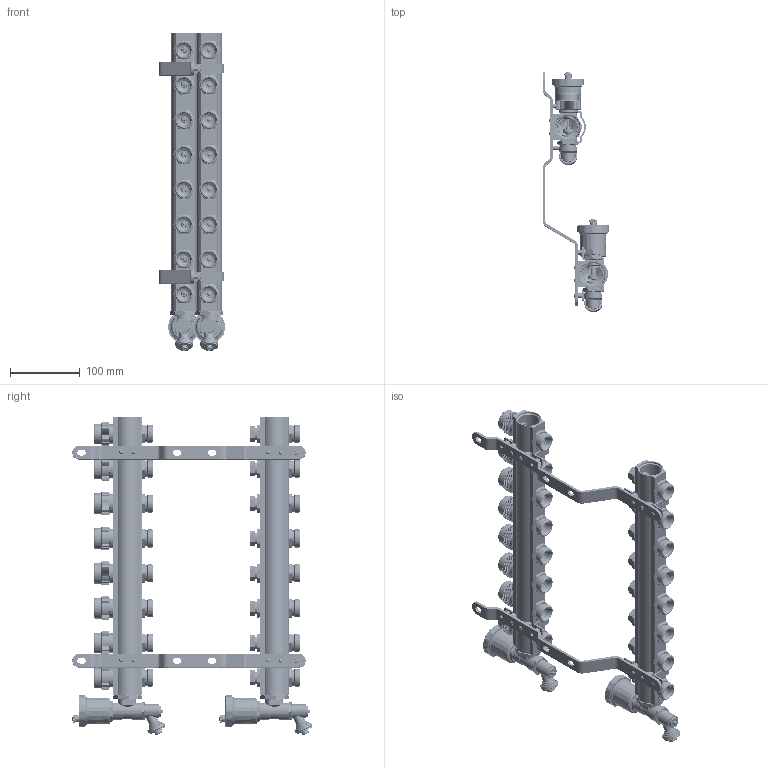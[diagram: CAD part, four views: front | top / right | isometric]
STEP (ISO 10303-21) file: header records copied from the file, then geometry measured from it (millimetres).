
FILE_DESCRIPTION (( 'STEP AP203' ), '1' );
FILE_NAME ('6341857.STEP', '2023-11-17T00:13:35', ( 'ASUS' ), ( '' ), 'SwSTEP 2.0', 'SolidWorks 2015', '' );
FILE_SCHEMA (( 'CONFIG_CONTROL_DESIGN' ));
Length unit declared in the file: millimetre
Products named in the file (58): 634085010R; 354505011R; 綻祧菜-15.8x1-DH330; 641305010S; 614003011; 611803025; 63418571; 602203040; 611803055; 602203050; ON055  O型圈36X2; 62331; 623305090; 614003031G; O型圈3.5x2.3; 602203070粟銅; TN0905.7X3菜蹋; 60220324; O型圈  14x3; 6344031; 苤菜え; 18.5; 634403090; 618803029; 623305050; 634905030R; 602203030ѹñ; 634403011; 634805040; 634403060; 613303040; 6413050; M6X12X15.5坋趼攫芛蹟隊; O型圈11.7x1.9; 353605020G; 6341857; O型圈10X2-ON022E; 614003021; 623305061; 602203060 ...
Assembly tree (107 placements, depth 4):
  6341857
    63408571
      634085010R
      619235059  x8
      O型圈  14x3  x2
      ON050  17.5X2.2  x2
      6344031  x8
        634403011
        634403031
        634403060
        苤菜え
        611803025
        611803055
        634403090
        634403040
        634403050
        ON045EX  O型圈17.2X2.4
        O型圈11.7x1.9
        O型圈3.5x2.3
        ON157E  O型圈3x3
        611803095
      613303040  x8
    63418571
      634085010R
      619235059  x8
      O型圈  14x3  x2
      ON050  17.5X2.2
      6140034  x8
        614003011
        614003021
        614003031G
        O型圈10X2-ON022E
        ON045EX  O型圈17.2X2.4
        NBR-14x4.2x3-DN190
        綻祧菜-15.8x1-DH330
    6362050  x2
      634905030R
      634805040
      M6X12X15.5坋趼攫芛蹟隊
      354505011R
    6413050  x2
      641305010S
      353605020G
      O型圈27X3.5   ON271
      62331
        623305050
        623305061
        623305070
        623305090
        18.5
        13.5
        錨璃1
      60220324
        612203010S
        618803029
        602203030ѹñ
        602203060
        602203070粟銅
        TN0905.7X3菜蹋
        602203050
Bounding box: 95.84 x 344.74 x 457.7 mm (x, y, z)
Volume: 842868.4 mm3; surface area: 622839.4 mm2
Topology: 259 solids, 259 shells, 8242 faces, 19770 edges, 12328 vertices
Faces by surface type: cylinder 3136, plane 2920, cone 1518, torus 536, bspline 112, sphere 20
Entity records: 68018 total; most frequent: CARTESIAN_POINT 20613, DIRECTION 8739, ORIENTED_EDGE 8088, EDGE_CURVE 4044, AXIS2_PLACEMENT_3D 3494, VERTEX_POINT 2516, EDGE_LOOP 1880, VECTOR 1751
